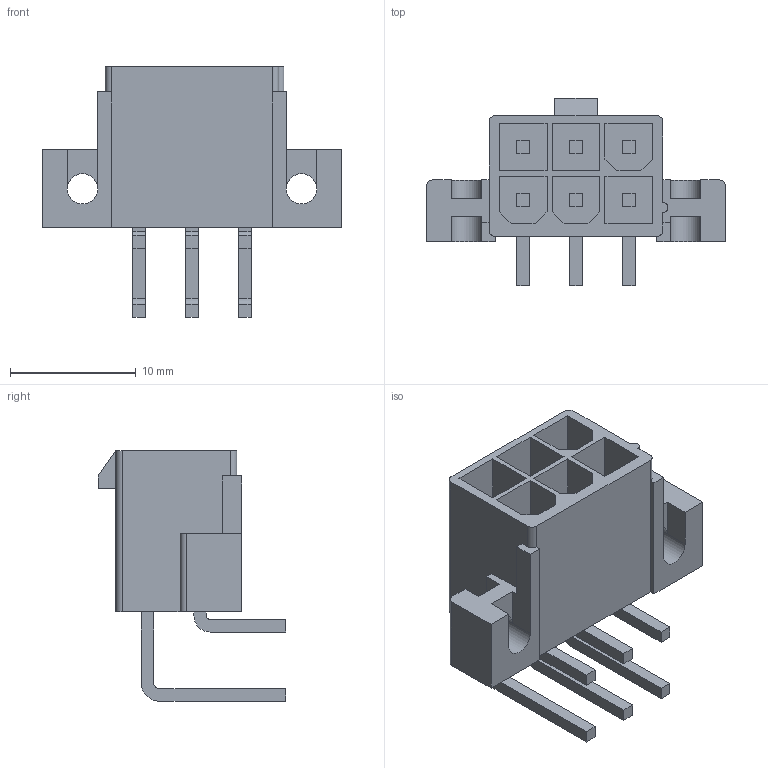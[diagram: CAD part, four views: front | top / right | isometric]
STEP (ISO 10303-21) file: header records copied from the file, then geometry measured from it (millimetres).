
FILE_DESCRIPTION((''),'2;1');
FILE_NAME('039291067','2013-10-18T',('me'),(''),'PRO/ENGINEER BY PARAMETRIC TECHNOLOGY CORPORATION, 2011490','PRO/ENGINEER BY PARAMETRIC TECHNOLOGY CORPORATION, 2011490','');
FILE_SCHEMA(('CONFIG_CONTROL_DESIGN'));
Length unit declared in the file: millimetre
Products named in the file (1): 039291067
Bounding box: 23.8 x 14.9 x 19.9 mm (x, y, z)
Volume: 1268.9 mm3; surface area: 2344.8 mm2
Topology: 1 solids, 1 shells, 169 faces, 465 edges, 314 vertices
Faces by surface type: plane 146, cylinder 23
Entity records: 5336 total; most frequent: CARTESIAN_POINT 929, ORIENTED_EDGE 894, DIRECTION 867, EDGE_CURVE 447, VECTOR 403, LINE 403, VERTEX_POINT 294, AXIS2_PLACEMENT_3D 232
